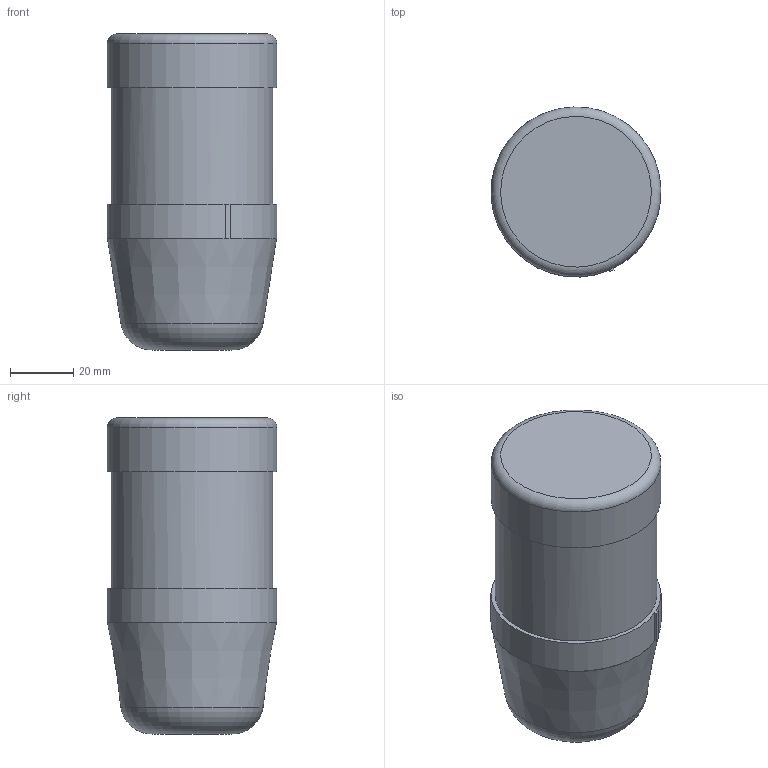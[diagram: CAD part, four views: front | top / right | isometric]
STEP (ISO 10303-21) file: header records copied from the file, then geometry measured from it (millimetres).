
FILE_DESCRIPTION((''),'2;1');
FILE_NAME('127249.stp','2019-09-25T13:41:54',('e.eickhoff'),(''),'Autodesk Inventor 2012','Autodesk Inventor 2012','');
FILE_SCHEMA(('AUTOMOTIVE_DESIGN { 1 0 10303 214 1 1 1 1 }'));
Length unit declared in the file: millimetre
Products named in the file (4): 127249; Weiß; Deckel; Grundmodule
Assembly tree (3 placements, depth 2):
  127249
    Weiß
    Deckel
    Grundmodule
Bounding box: 53.67 x 53.69 x 100 mm (x, y, z)
Volume: 95801.6 mm3; surface area: 50339.4 mm2
Topology: 3 solids, 3 shells, 48 faces, 81 edges, 53 vertices
Faces by surface type: plane 27, cylinder 17, torus 3, cone 1
Full cylindrical faces by diameter (mm): 12 x1, 14 x1, 15.2 x1, 16.5 x1, 19.2 x1, 42.6 x1, 44.6 x1, 45.5 x1, 46.4 x1, 47.9 x1, 48.5 x1, 48.9 x1, 49 x1, 50.7 x1, 51.2 x1, 53.7 x1
Entity records: 1226 total; most frequent: DIRECTION 210, CARTESIAN_POINT 167, ORIENTED_EDGE 120, AXIS2_PLACEMENT_3D 95, EDGE_LOOP 84, EDGE_CURVE 60, VERTEX_POINT 52, STYLED_ITEM 51
